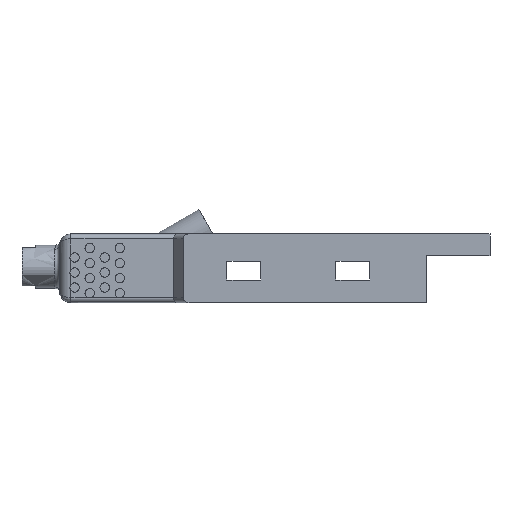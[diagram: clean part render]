
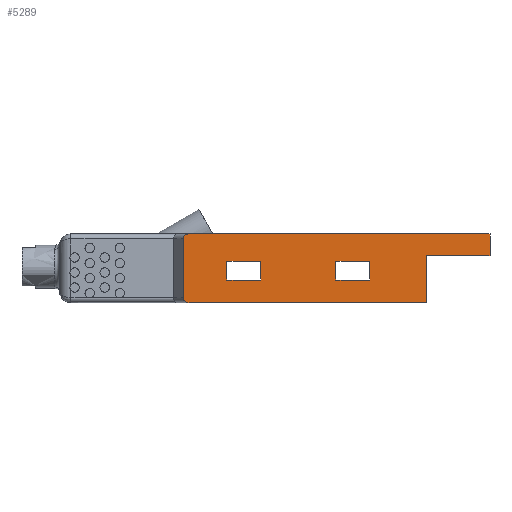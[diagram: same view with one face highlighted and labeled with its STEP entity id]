
A CAD part, front view. The second image highlights one B-rep face of the part: STEP entity #5289.
In plain terms, the highlighted planar face has unit normal (0, -1, 0).
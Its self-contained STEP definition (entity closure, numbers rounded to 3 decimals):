
#132=FACE_BOUND('',#1694,.T.);
#133=FACE_BOUND('',#1695,.T.);
#170=PLANE('',#5697);
#302=ELLIPSE('',#5695,0.307,0.25);
#303=ELLIPSE('',#5698,0.307,0.25);
#433=LINE('',#9103,#816);
#476=LINE('',#9554,#859);
#504=LINE('',#9702,#887);
#505=LINE('',#9705,#888);
#506=LINE('',#9707,#889);
#507=LINE('',#9708,#890);
#508=LINE('',#9711,#891);
#509=LINE('',#9713,#892);
#510=LINE('',#9715,#893);
#511=LINE('',#9716,#894);
#512=LINE('',#9719,#895);
#513=LINE('',#9721,#896);
#514=LINE('',#9723,#897);
#515=LINE('',#9724,#898);
#816=VECTOR('',#6162,10.);
#859=VECTOR('',#6375,10.);
#887=VECTOR('',#6537,10.);
#888=VECTOR('',#6540,10.);
#889=VECTOR('',#6541,10.);
#890=VECTOR('',#6542,10.);
#891=VECTOR('',#6543,10.);
#892=VECTOR('',#6544,10.);
#893=VECTOR('',#6545,10.);
#894=VECTOR('',#6546,10.);
#895=VECTOR('',#6547,10.);
#896=VECTOR('',#6548,10.);
#897=VECTOR('',#6549,10.);
#898=VECTOR('',#6550,10.);
#1308=FACE_OUTER_BOUND('',#1693,.T.);
#1693=EDGE_LOOP('',(#4333,#4334,#4335,#4336,#4337,#4338,#4339,#4340));
#1694=EDGE_LOOP('',(#4341,#4342,#4343,#4344));
#1695=EDGE_LOOP('',(#4345,#4346,#4347,#4348));
#2442=VERTEX_POINT('',#9100);
#2443=VERTEX_POINT('',#9102);
#2546=VERTEX_POINT('',#9551);
#2547=VERTEX_POINT('',#9553);
#2599=VERTEX_POINT('',#9696);
#2600=VERTEX_POINT('',#9701);
#2601=VERTEX_POINT('',#9704);
#2602=VERTEX_POINT('',#9706);
#2603=VERTEX_POINT('',#9709);
#2604=VERTEX_POINT('',#9710);
#2605=VERTEX_POINT('',#9712);
#2606=VERTEX_POINT('',#9714);
#2607=VERTEX_POINT('',#9717);
#2608=VERTEX_POINT('',#9718);
#2609=VERTEX_POINT('',#9720);
#2610=VERTEX_POINT('',#9722);
#3028=EDGE_CURVE('',#2442,#2443,#433,.T.);
#3162=EDGE_CURVE('',#2547,#2546,#476,.T.);
#3237=EDGE_CURVE('',#2599,#2442,#302,.T.);
#3238=EDGE_CURVE('',#2600,#2599,#504,.F.);
#3239=EDGE_CURVE('',#2547,#2600,#303,.T.);
#3240=EDGE_CURVE('',#2546,#2601,#505,.F.);
#3241=EDGE_CURVE('',#2601,#2602,#506,.T.);
#3242=EDGE_CURVE('',#2602,#2443,#507,.T.);
#3243=EDGE_CURVE('',#2603,#2604,#508,.F.);
#3244=EDGE_CURVE('',#2604,#2605,#509,.F.);
#3245=EDGE_CURVE('',#2605,#2606,#510,.F.);
#3246=EDGE_CURVE('',#2606,#2603,#511,.F.);
#3247=EDGE_CURVE('',#2607,#2608,#512,.F.);
#3248=EDGE_CURVE('',#2608,#2609,#513,.F.);
#3249=EDGE_CURVE('',#2609,#2610,#514,.F.);
#3250=EDGE_CURVE('',#2610,#2607,#515,.F.);
#4333=ORIENTED_EDGE('',*,*,#3237,.F.);
#4334=ORIENTED_EDGE('',*,*,#3238,.F.);
#4335=ORIENTED_EDGE('',*,*,#3239,.F.);
#4336=ORIENTED_EDGE('',*,*,#3162,.T.);
#4337=ORIENTED_EDGE('',*,*,#3240,.T.);
#4338=ORIENTED_EDGE('',*,*,#3241,.T.);
#4339=ORIENTED_EDGE('',*,*,#3242,.T.);
#4340=ORIENTED_EDGE('',*,*,#3028,.F.);
#4341=ORIENTED_EDGE('',*,*,#3243,.T.);
#4342=ORIENTED_EDGE('',*,*,#3244,.T.);
#4343=ORIENTED_EDGE('',*,*,#3245,.T.);
#4344=ORIENTED_EDGE('',*,*,#3246,.T.);
#4345=ORIENTED_EDGE('',*,*,#3247,.T.);
#4346=ORIENTED_EDGE('',*,*,#3248,.T.);
#4347=ORIENTED_EDGE('',*,*,#3249,.T.);
#4348=ORIENTED_EDGE('',*,*,#3250,.T.);
#5289=ADVANCED_FACE('',(#1308,#132,#133),#170,.T.);
#5695=AXIS2_PLACEMENT_3D('',#9698,#6531,#6532);
#5697=AXIS2_PLACEMENT_3D('',#9700,#6535,#6536);
#5698=AXIS2_PLACEMENT_3D('',#9703,#6538,#6539);
#6162=DIRECTION('',(1.,0.,0.));
#6375=DIRECTION('',(1.,0.,0.));
#6531=DIRECTION('center_axis',(0.,1.,0.));
#6532=DIRECTION('ref_axis',(-1.,0.,0.));
#6535=DIRECTION('center_axis',(0.,-1.,0.));
#6536=DIRECTION('ref_axis',(0.,0.,1.));
#6537=DIRECTION('',(0.,0.,-1.));
#6538=DIRECTION('center_axis',(0.,1.,0.));
#6539=DIRECTION('ref_axis',(-1.,0.,0.));
#6540=DIRECTION('',(0.,0.,-1.));
#6541=DIRECTION('',(1.,0.,0.));
#6542=DIRECTION('',(0.,0.,1.));
#6543=DIRECTION('',(0.,0.,-1.));
#6544=DIRECTION('',(-1.,0.,0.));
#6545=DIRECTION('',(0.,0.,1.));
#6546=DIRECTION('',(1.,0.,0.));
#6547=DIRECTION('',(0.,0.,-1.));
#6548=DIRECTION('',(-1.,0.,0.));
#6549=DIRECTION('',(0.,0.,1.));
#6550=DIRECTION('',(1.,0.,0.));
#9100=CARTESIAN_POINT('',(-16.014,-0.637,-0.085));
#9102=CARTESIAN_POINT('',(0.,-0.637,-0.085));
#9103=CARTESIAN_POINT('',(-7.5,-0.637,-0.085));
#9551=CARTESIAN_POINT('',(-3.4,-0.637,-3.735));
#9553=CARTESIAN_POINT('',(-16.014,-0.637,-3.735));
#9554=CARTESIAN_POINT('',(-15.,-0.637,-3.735));
#9696=CARTESIAN_POINT('',(-16.321,-0.637,-0.335));
#9698=CARTESIAN_POINT('Origin',(-16.014,-0.637,-0.335));
#9700=CARTESIAN_POINT('Origin',(-15.,-0.637,-3.735));
#9701=CARTESIAN_POINT('',(-16.321,-0.637,-3.485));
#9702=CARTESIAN_POINT('',(-16.321,-0.637,-3.735));
#9703=CARTESIAN_POINT('Origin',(-16.014,-0.637,-3.485));
#9704=CARTESIAN_POINT('',(-3.4,-0.637,-1.235));
#9705=CARTESIAN_POINT('',(-3.4,-0.637,-2.485));
#9706=CARTESIAN_POINT('',(0.,-0.637,-1.235));
#9707=CARTESIAN_POINT('',(-7.5,-0.637,-1.235));
#9708=CARTESIAN_POINT('',(0.,-0.637,-2.26));
#9709=CARTESIAN_POINT('',(-14.,-0.637,-2.535));
#9710=CARTESIAN_POINT('',(-14.,-0.637,-1.535));
#9711=CARTESIAN_POINT('',(-14.,-0.637,-2.635));
#9712=CARTESIAN_POINT('',(-12.2,-0.637,-1.535));
#9713=CARTESIAN_POINT('',(-13.6,-0.637,-1.535));
#9714=CARTESIAN_POINT('',(-12.2,-0.637,-2.535));
#9715=CARTESIAN_POINT('',(-12.2,-0.637,-3.135));
#9716=CARTESIAN_POINT('',(-14.5,-0.637,-2.535));
#9717=CARTESIAN_POINT('',(-8.2,-0.637,-2.535));
#9718=CARTESIAN_POINT('',(-8.2,-0.637,-1.535));
#9719=CARTESIAN_POINT('',(-8.2,-0.637,-2.635));
#9720=CARTESIAN_POINT('',(-6.4,-0.637,-1.535));
#9721=CARTESIAN_POINT('',(-10.7,-0.637,-1.535));
#9722=CARTESIAN_POINT('',(-6.4,-0.637,-2.535));
#9723=CARTESIAN_POINT('',(-6.4,-0.637,-3.135));
#9724=CARTESIAN_POINT('',(-11.6,-0.637,-2.535));
